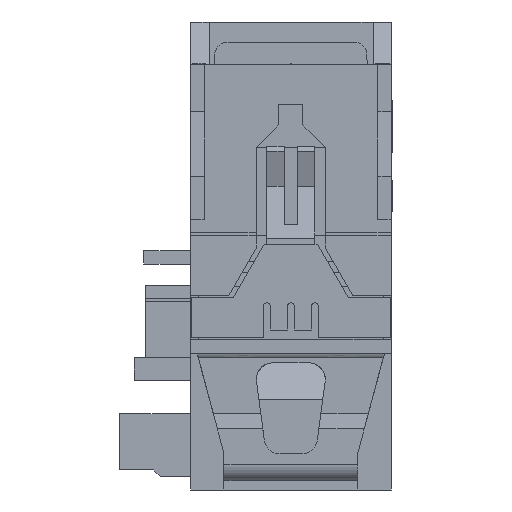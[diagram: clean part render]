
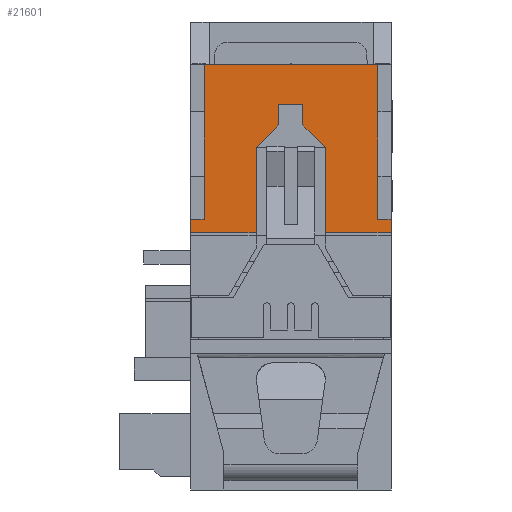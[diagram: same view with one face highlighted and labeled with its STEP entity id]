
A CAD part, front view. The second image highlights one B-rep face of the part: STEP entity #21601.
In plain terms, the highlighted planar face has unit normal (0, -1, 0).
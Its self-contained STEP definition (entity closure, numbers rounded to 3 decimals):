
#21601=ADVANCED_FACE('',(#26939),#24376,.T.);
#24376=PLANE('',#77219);
#26939=FACE_OUTER_BOUND('',#29968,.T.);
#29968=EDGE_LOOP('',(#36682,#36683,#36684,#36685,#36686,#36687,#36688,#36689,
#36690,#36691,#36692,#36693,#36694,#36695,#36696,#36697));
#36682=ORIENTED_EDGE('',*,*,#55274,.F.);
#36683=ORIENTED_EDGE('',*,*,#55275,.F.);
#36684=ORIENTED_EDGE('',*,*,#55276,.F.);
#36685=ORIENTED_EDGE('',*,*,#55277,.F.);
#36686=ORIENTED_EDGE('',*,*,#55278,.F.);
#36687=ORIENTED_EDGE('',*,*,#55279,.F.);
#36688=ORIENTED_EDGE('',*,*,#55280,.F.);
#36689=ORIENTED_EDGE('',*,*,#55281,.T.);
#36690=ORIENTED_EDGE('',*,*,#54596,.F.);
#36691=ORIENTED_EDGE('',*,*,#55282,.F.);
#36692=ORIENTED_EDGE('',*,*,#55283,.T.);
#36693=ORIENTED_EDGE('',*,*,#55050,.F.);
#36694=ORIENTED_EDGE('',*,*,#55273,.F.);
#36695=ORIENTED_EDGE('',*,*,#55284,.T.);
#36696=ORIENTED_EDGE('',*,*,#55285,.T.);
#36697=ORIENTED_EDGE('',*,*,#54980,.T.);
#48923=VERTEX_POINT('',#104319);
#48924=VERTEX_POINT('',#104321);
#49302=VERTEX_POINT('',#105144);
#49304=VERTEX_POINT('',#105147);
#49345=VERTEX_POINT('',#105285);
#49346=VERTEX_POINT('',#105287);
#49565=VERTEX_POINT('',#106305);
#49566=VERTEX_POINT('',#106309);
#49567=VERTEX_POINT('',#106311);
#49568=VERTEX_POINT('',#106313);
#49569=VERTEX_POINT('',#106315);
#49570=VERTEX_POINT('',#106317);
#49571=VERTEX_POINT('',#106319);
#49572=VERTEX_POINT('',#106321);
#49573=VERTEX_POINT('',#106324);
#49574=VERTEX_POINT('',#106327);
#54596=EDGE_CURVE('',#48923,#48924,#61707,.T.);
#54980=EDGE_CURVE('',#49304,#49302,#62076,.T.);
#55050=EDGE_CURVE('',#49345,#49346,#62146,.T.);
#55273=EDGE_CURVE('',#49565,#49345,#62324,.T.);
#55274=EDGE_CURVE('',#49566,#49302,#62325,.T.);
#55275=EDGE_CURVE('',#49567,#49566,#62326,.T.);
#55276=EDGE_CURVE('',#49568,#49567,#62327,.T.);
#55277=EDGE_CURVE('',#49569,#49568,#62328,.T.);
#55278=EDGE_CURVE('',#49570,#49569,#62329,.T.);
#55279=EDGE_CURVE('',#49571,#49570,#62330,.T.);
#55280=EDGE_CURVE('',#49572,#49571,#62331,.T.);
#55281=EDGE_CURVE('',#49572,#48924,#62332,.T.);
#55282=EDGE_CURVE('',#49573,#48923,#62333,.T.);
#55283=EDGE_CURVE('',#49573,#49346,#62334,.T.);
#55284=EDGE_CURVE('',#49565,#49574,#62335,.T.);
#55285=EDGE_CURVE('',#49574,#49304,#62336,.T.);
#61707=LINE('',#104320,#68263);
#62076=LINE('',#105146,#68632);
#62146=LINE('',#105286,#68702);
#62324=LINE('',#106306,#68880);
#62325=LINE('',#106308,#68881);
#62326=LINE('',#106310,#68882);
#62327=LINE('',#106312,#68883);
#62328=LINE('',#106314,#68884);
#62329=LINE('',#106316,#68885);
#62330=LINE('',#106318,#68886);
#62331=LINE('',#106320,#68887);
#62332=LINE('',#106322,#68888);
#62333=LINE('',#106323,#68889);
#62334=LINE('',#106325,#68890);
#62335=LINE('',#106326,#68891);
#62336=LINE('',#106328,#68892);
#68263=VECTOR('',#82432,1.);
#68632=VECTOR('',#82867,1.);
#68702=VECTOR('',#82993,1.);
#68880=VECTOR('',#83227,1.);
#68881=VECTOR('',#83230,1.);
#68882=VECTOR('',#83231,1.);
#68883=VECTOR('',#83232,1.);
#68884=VECTOR('',#83233,1.);
#68885=VECTOR('',#83234,1.);
#68886=VECTOR('',#83235,1.);
#68887=VECTOR('',#83236,1.);
#68888=VECTOR('',#83237,1.);
#68889=VECTOR('',#83238,1.);
#68890=VECTOR('',#83239,1.);
#68891=VECTOR('',#83240,1.);
#68892=VECTOR('',#83241,1.);
#77219=AXIS2_PLACEMENT_3D('',#106329,#83242,#83243);
#82432=DIRECTION('',(0.,0.,-1.));
#82867=DIRECTION('',(1.,0.,0.));
#82993=DIRECTION('',(1.,0.,0.));
#83227=DIRECTION('',(0.,0.,1.));
#83230=DIRECTION('',(0.,0.,-1.));
#83231=DIRECTION('',(-0.707,0.,-0.707));
#83232=DIRECTION('',(0.,0.,-1.));
#83233=DIRECTION('',(-1.,0.,0.));
#83234=DIRECTION('',(0.,0.,1.));
#83235=DIRECTION('',(-0.707,0.,0.707));
#83236=DIRECTION('',(0.,0.,1.));
#83237=DIRECTION('',(1.,0.,0.));
#83238=DIRECTION('',(1.,0.,0.));
#83239=DIRECTION('',(0.,0.,1.));
#83240=DIRECTION('',(-1.,0.,0.));
#83241=DIRECTION('',(0.,0.,-1.));
#83242=DIRECTION('',(0.,-1.,0.));
#83243=DIRECTION('',(0.,0.,-1.));
#104319=CARTESIAN_POINT('',(-6.9,-74.5,13.25));
#104320=CARTESIAN_POINT('',(-6.9,-74.5,24.8));
#104321=CARTESIAN_POINT('',(-6.9,-74.5,12.25));
#105144=CARTESIAN_POINT('',(-17.,-74.5,12.25));
#105146=CARTESIAN_POINT('',(-21.9,-74.5,12.25));
#105147=CARTESIAN_POINT('',(-21.9,-74.5,12.25));
#105285=CARTESIAN_POINT('',(-20.883,-74.5,24.8));
#105286=CARTESIAN_POINT('',(-21.9,-74.5,24.8));
#105287=CARTESIAN_POINT('',(-7.917,-74.5,24.8));
#106305=CARTESIAN_POINT('',(-20.883,-74.5,13.25));
#106306=CARTESIAN_POINT('',(-20.883,-74.5,13.25));
#106308=CARTESIAN_POINT('',(-17.,-74.5,18.6));
#106309=CARTESIAN_POINT('',(-17.,-74.5,18.6));
#106310=CARTESIAN_POINT('',(-15.3,-74.5,20.3));
#106311=CARTESIAN_POINT('',(-15.3,-74.5,20.3));
#106312=CARTESIAN_POINT('',(-15.3,-74.5,21.8));
#106313=CARTESIAN_POINT('',(-15.3,-74.5,21.8));
#106314=CARTESIAN_POINT('',(-13.5,-74.5,21.8));
#106315=CARTESIAN_POINT('',(-13.5,-74.5,21.8));
#106316=CARTESIAN_POINT('',(-13.5,-74.5,20.3));
#106317=CARTESIAN_POINT('',(-13.5,-74.5,20.3));
#106318=CARTESIAN_POINT('',(-11.8,-74.5,18.6));
#106319=CARTESIAN_POINT('',(-11.8,-74.5,18.6));
#106320=CARTESIAN_POINT('',(-11.8,-74.5,12.05));
#106321=CARTESIAN_POINT('',(-11.8,-74.5,12.25));
#106322=CARTESIAN_POINT('',(-21.9,-74.5,12.25));
#106323=CARTESIAN_POINT('',(-7.917,-74.5,13.25));
#106324=CARTESIAN_POINT('',(-7.917,-74.5,13.25));
#106325=CARTESIAN_POINT('',(-7.917,-74.5,13.25));
#106326=CARTESIAN_POINT('',(-20.883,-74.5,13.25));
#106327=CARTESIAN_POINT('',(-21.9,-74.5,13.25));
#106328=CARTESIAN_POINT('',(-21.9,-74.5,24.8));
#106329=CARTESIAN_POINT('',(-21.9,-74.5,24.8));
